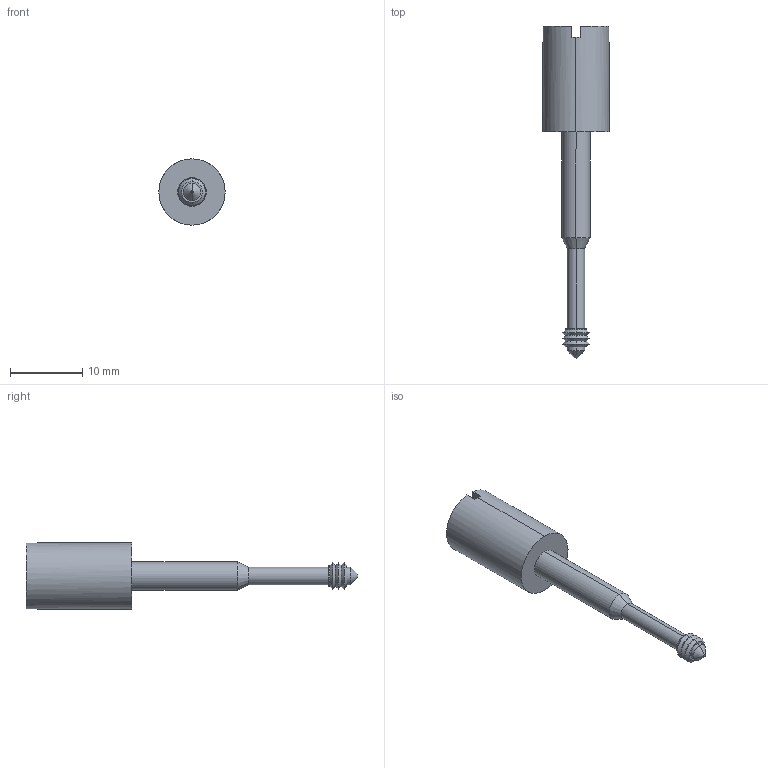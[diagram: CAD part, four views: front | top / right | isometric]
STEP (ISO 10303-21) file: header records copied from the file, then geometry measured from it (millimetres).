
FILE_DESCRIPTION (( 'STEP AP214' ), '1' );
FILE_NAME ('GPIB-TMBSC-15.STEP', '2006-10-30T15:58:13', ( 'X' ), ( 'L-COM' ), 'SwSTEP 2.0', 'SolidWorks 2006052', '' );
FILE_SCHEMA (( 'AUTOMOTIVE_DESIGN' ));
Length unit declared in the file: inch
Products named in the file (1): GPIB-TMBSC-15
Bounding box: 9.14 x 45.85 x 9.14 mm (x, y, z)
Volume: 1210.5 mm3; surface area: 895 mm2
Topology: 1 solids, 1 shells, 35 faces, 72 edges, 42 vertices
Faces by surface type: cone 16, cylinder 10, plane 9
Entity records: 947 total; most frequent: DIRECTION 182, CARTESIAN_POINT 150, ORIENTED_EDGE 144, AXIS2_PLACEMENT_3D 74, EDGE_CURVE 72, VERTEX_POINT 42, EDGE_LOOP 38, CIRCLE 38
